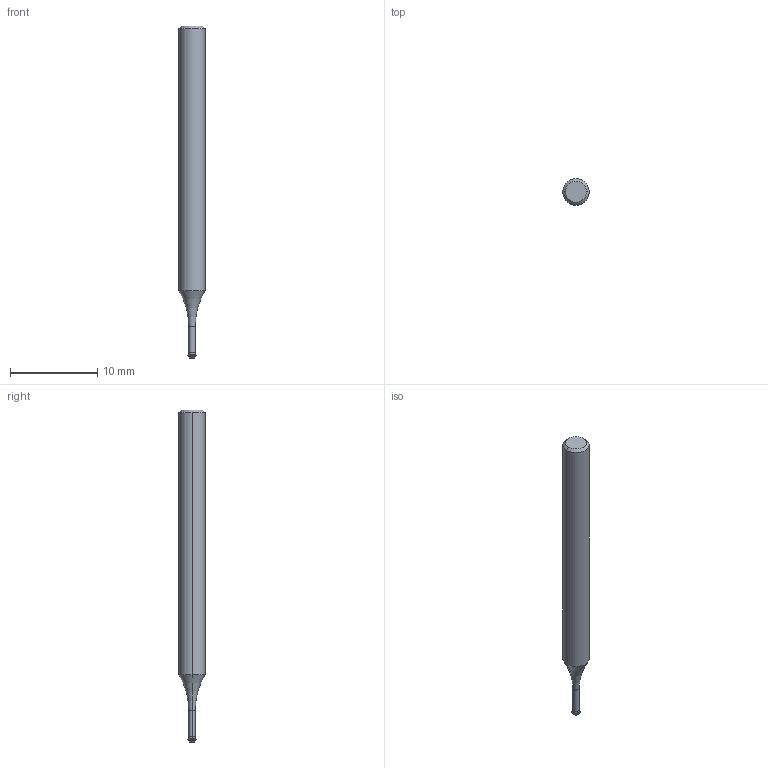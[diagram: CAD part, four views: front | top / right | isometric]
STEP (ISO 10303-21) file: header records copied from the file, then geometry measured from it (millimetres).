
FILE_DESCRIPTION (( 'STEP AP203' ), '1' );
FILE_NAME ('985143.STEP', '2023-01-12T13:23:48', ( '' ), ( '' ), 'SwSTEP 2.0', 'SolidWorks 2019', '' );
FILE_SCHEMA (( 'CONFIG_CONTROL_DESIGN' ));
Length unit declared in the file: millimetre
Products named in the file (1): 985143
Bounding box: 3 x 3 x 38 mm (x, y, z)
Volume: 223.6 mm3; surface area: 320 mm2
Topology: 1 solids, 1 shells, 24 faces, 46 edges, 24 vertices
Faces by surface type: cylinder 10, cone 8, torus 4, plane 2
Entity records: 675 total; most frequent: DIRECTION 124, CARTESIAN_POINT 95, ORIENTED_EDGE 92, AXIS2_PLACEMENT_3D 53, EDGE_CURVE 46, CIRCLE 28, FACE_OUTER_BOUND 24, ADVANCED_FACE 24
